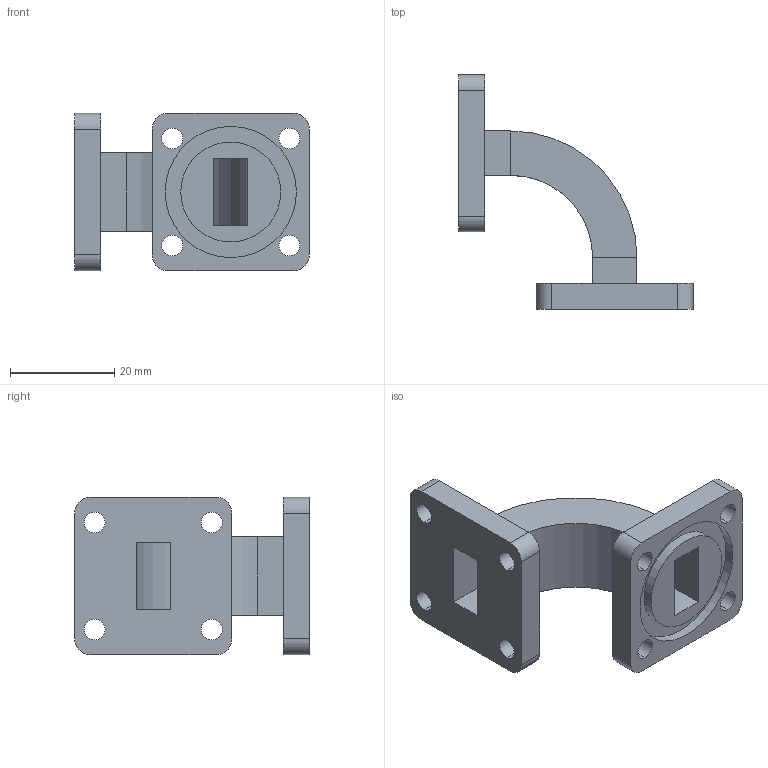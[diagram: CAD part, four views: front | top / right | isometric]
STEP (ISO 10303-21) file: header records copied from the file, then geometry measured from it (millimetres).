
FILE_DESCRIPTION (( 'STEP AP214' ), '1' );
FILE_NAME ('FMW51B003_3D.step', '2024-02-26T16:41:04', ( '' ), ( '' ), 'SwSTEP 2.0', 'SolidWorks 2022', '' );
FILE_SCHEMA (( 'AUTOMOTIVE_DESIGN' ));
Length unit declared in the file: inch
Products named in the file (1): FMW51B003_3D
Bounding box: 45.1 x 45.1 x 30.2 mm (x, y, z)
Volume: 9110.2 mm3; surface area: 8861.8 mm2
Topology: 1 solids, 1 shells, 66 faces, 164 edges, 104 vertices
Faces by surface type: plane 34, cylinder 32
Entity records: 2040 total; most frequent: DIRECTION 362, CARTESIAN_POINT 335, ORIENTED_EDGE 328, EDGE_CURVE 164, AXIS2_PLACEMENT_3D 131, VERTEX_POINT 104, LINE 100, VECTOR 100
